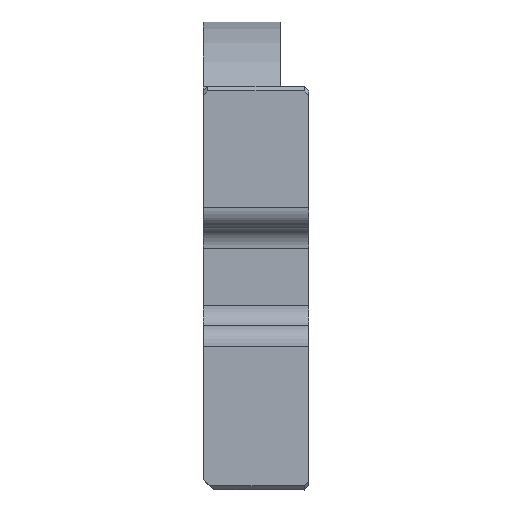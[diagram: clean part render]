
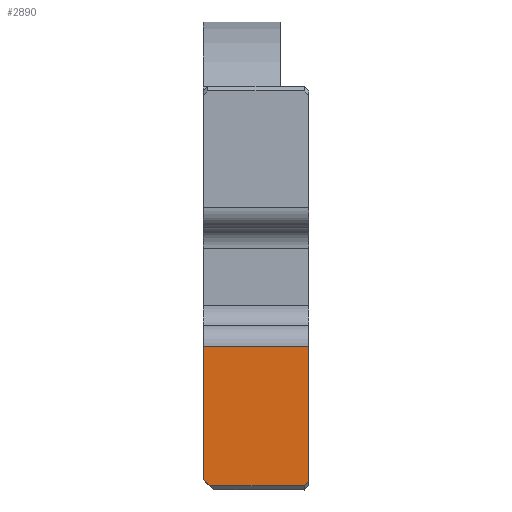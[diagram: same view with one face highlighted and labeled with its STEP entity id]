
A CAD part, left-side view. The second image highlights one B-rep face of the part: STEP entity #2890.
In plain terms, the highlighted planar face has unit normal (-1, 0, 0).
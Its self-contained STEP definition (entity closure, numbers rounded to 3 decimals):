
#117=PLANE('',#3148);
#245=FACE_OUTER_BOUND('',#425,.T.);
#425=EDGE_LOOP('',(#2291,#2292,#2293,#2294,#2295,#2296));
#562=LINE('',#4230,#842);
#672=LINE('',#4633,#952);
#673=LINE('',#4636,#953);
#674=LINE('',#4638,#954);
#675=LINE('',#4640,#955);
#676=LINE('',#4641,#956);
#842=VECTOR('',#3350,10.);
#952=VECTOR('',#3706,2.);
#953=VECTOR('',#3709,1000.);
#954=VECTOR('',#3710,1000.);
#955=VECTOR('',#3711,10.);
#956=VECTOR('',#3712,10.);
#1255=VERTEX_POINT('',#4227);
#1256=VERTEX_POINT('',#4229);
#1393=VERTEX_POINT('',#4629);
#1395=VERTEX_POINT('',#4635);
#1396=VERTEX_POINT('',#4637);
#1397=VERTEX_POINT('',#4639);
#1539=EDGE_CURVE('',#1255,#1256,#562,.T.);
#1724=EDGE_CURVE('',#1256,#1393,#672,.T.);
#1725=EDGE_CURVE('',#1395,#1255,#673,.T.);
#1726=EDGE_CURVE('',#1396,#1395,#674,.T.);
#1727=EDGE_CURVE('',#1396,#1397,#675,.T.);
#1728=EDGE_CURVE('',#1393,#1397,#676,.T.);
#2291=ORIENTED_EDGE('',*,*,#1724,.F.);
#2292=ORIENTED_EDGE('',*,*,#1539,.F.);
#2293=ORIENTED_EDGE('',*,*,#1725,.F.);
#2294=ORIENTED_EDGE('',*,*,#1726,.F.);
#2295=ORIENTED_EDGE('',*,*,#1727,.T.);
#2296=ORIENTED_EDGE('',*,*,#1728,.F.);
#2890=ADVANCED_FACE('',(#245),#117,.T.);
#3148=AXIS2_PLACEMENT_3D('',#4634,#3707,#3708);
#3350=DIRECTION('',(0.,0.,1.));
#3706=DIRECTION('',(0.,-1.,0.));
#3707=DIRECTION('center_axis',(-1.,0.,0.));
#3708=DIRECTION('ref_axis',(0.,0.,-1.));
#3709=DIRECTION('',(0.,0.707,0.707));
#3710=DIRECTION('',(0.,1.,0.));
#3711=DIRECTION('',(0.,-0.707,0.707));
#3712=DIRECTION('',(0.,0.,-1.));
#4227=CARTESIAN_POINT('',(-10.455,232.05,-19.25));
#4229=CARTESIAN_POINT('',(-10.455,232.05,-6.62));
#4230=CARTESIAN_POINT('',(-10.455,232.05,8.438));
#4629=CARTESIAN_POINT('',(-10.455,222.05,-6.62));
#4633=CARTESIAN_POINT('',(-10.455,222.05,-6.62));
#4634=CARTESIAN_POINT('Origin',(-10.455,226.05,18.));
#4635=CARTESIAN_POINT('',(-10.455,231.45,-19.85));
#4636=CARTESIAN_POINT('',(-10.455,239.613,-11.687));
#4637=CARTESIAN_POINT('',(-10.455,222.45,-19.85));
#4638=CARTESIAN_POINT('',(-10.455,226.05,-19.85));
#4639=CARTESIAN_POINT('',(-10.455,222.05,-19.45));
#4640=CARTESIAN_POINT('',(-10.455,213.988,-11.387));
#4641=CARTESIAN_POINT('',(-10.455,222.05,8.438));
